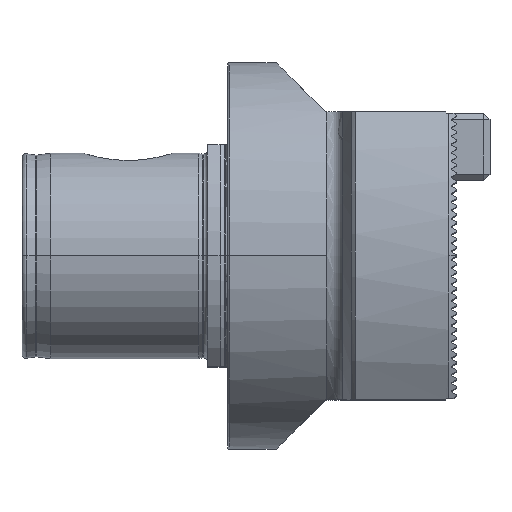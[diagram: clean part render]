
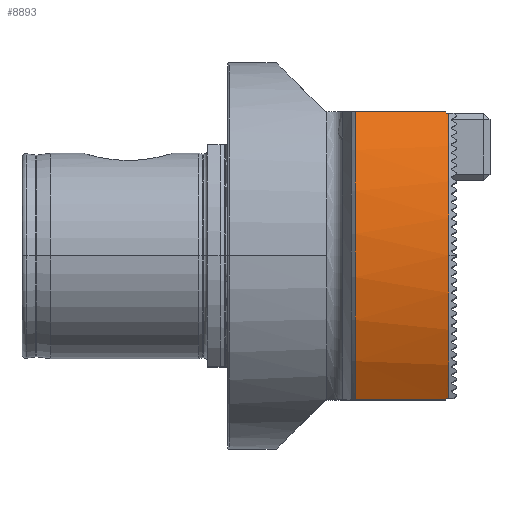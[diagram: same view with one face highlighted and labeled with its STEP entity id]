
A CAD part, top view. The second image highlights one B-rep face of the part: STEP entity #8893.
In plain terms, the highlighted cylindrical face has radius 65 mm (diameter 130 mm), a partial arc.
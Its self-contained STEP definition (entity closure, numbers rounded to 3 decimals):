
#730 = CARTESIAN_POINT ( 'NONE',  ( 103.016, 34.884, 54.847 ) ) ;
#981 = FACE_OUTER_BOUND ( 'NONE', #17930, .T. ) ;
#1519 = ORIENTED_EDGE ( 'NONE', *, *, #24954, .F. ) ;
#1700 = VERTEX_POINT ( 'NONE', #9078 ) ;
#1843 = EDGE_CURVE ( 'NONE', #23308, #16560, #14078, .T. ) ;
#2011 = CARTESIAN_POINT ( 'NONE',  ( 102.9, 35., 54.772 ) ) ;
#2376 = LINE ( 'NONE', #6904, #7595 ) ;
#2532 = VERTEX_POINT ( 'NONE', #5580 ) ;
#3264 = ORIENTED_EDGE ( 'NONE', *, *, #16509, .F. ) ;
#3461 = DIRECTION ( 'NONE',  ( 0., 0., -1. ) ) ;
#3491 = EDGE_CURVE ( 'NONE', #7248, #14228, #18754, .T. ) ;
#4736 = DIRECTION ( 'NONE',  ( 1., 0., 0. ) ) ;
#4859 = CARTESIAN_POINT ( 'NONE',  ( 103.75, 0., 0. ) ) ;
#4918 = DIRECTION ( 'NONE',  ( -1., 0., 0. ) ) ;
#5417 = CARTESIAN_POINT ( 'NONE',  ( 103.016, -34.884, 54.847 ) ) ;
#5428 = CIRCLE ( 'NONE', #17444, 65. ) ;
#5558 = CARTESIAN_POINT ( 'NONE',  ( 109.161, 34.65, 54.994 ) ) ;
#5572 = CYLINDRICAL_SURFACE ( 'NONE', #17692, 65. ) ;
#5580 = CARTESIAN_POINT ( 'NONE',  ( 103.75, -34.65, 54.994 ) ) ;
#5960 = EDGE_CURVE ( 'NONE', #1700, #11079, #23337, .T. ) ;
#6087 = DIRECTION ( 'NONE',  ( 1., 0., 0. ) ) ;
#6832 = DIRECTION ( 'NONE',  ( 0., 0., -1. ) ) ;
#6904 = CARTESIAN_POINT ( 'NONE',  ( 109.161, -34.65, 54.994 ) ) ;
#7248 = VERTEX_POINT ( 'NONE', #7440 ) ;
#7440 = CARTESIAN_POINT ( 'NONE',  ( 103.25, -34.65, 54.994 ) ) ;
#7442 = DIRECTION ( 'NONE',  ( -1., 0., 0. ) ) ;
#7453 = ORIENTED_EDGE ( 'NONE', *, *, #3491, .F. ) ;
#7595 = VECTOR ( 'NONE', #4918, 1000. ) ;
#7640 = EDGE_CURVE ( 'NONE', #2532, #7248, #2376, .T. ) ;
#8219 = VERTEX_POINT ( 'NONE', #16720 ) ;
#8461 = VECTOR ( 'NONE', #14262, 1000. ) ;
#8893 = ADVANCED_FACE ( 'NONE', ( #981 ), #5572, .T. ) ;
#9078 = CARTESIAN_POINT ( 'NONE',  ( 103.25, 34.65, 54.994 ) ) ;
#9079 = CARTESIAN_POINT ( 'NONE',  ( 103.75, 34.65, 54.994 ) ) ;
#9357 = CARTESIAN_POINT ( 'NONE',  ( 103.133, -34.767, 54.921 ) ) ;
#10082 = EDGE_CURVE ( 'NONE', #11079, #21062, #22388, .T. ) ;
#10419 = EDGE_CURVE ( 'NONE', #23308, #1700, #18727, .T. ) ;
#10461 = CARTESIAN_POINT ( 'NONE',  ( 103.25, 34.65, 54.994 ) ) ;
#10846 = CARTESIAN_POINT ( 'NONE',  ( 103.75, 0., 65. ) ) ;
#11075 = ORIENTED_EDGE ( 'NONE', *, *, #7640, .F. ) ;
#11079 = VERTEX_POINT ( 'NONE', #2011 ) ;
#11326 = CARTESIAN_POINT ( 'NONE',  ( 103.25, -34.65, 54.994 ) ) ;
#11588 = ORIENTED_EDGE ( 'NONE', *, *, #12895, .T. ) ;
#12895 = EDGE_CURVE ( 'NONE', #21062, #8219, #5428, .T. ) ;
#13207 = AXIS2_PLACEMENT_3D ( 'NONE', #4859, #18597, #6832 ) ;
#13309 = CARTESIAN_POINT ( 'NONE',  ( 102.9, -35., 54.772 ) ) ;
#13563 = DIRECTION ( 'NONE',  ( -1., 0., 0. ) ) ;
#13682 = LINE ( 'NONE', #22052, #8461 ) ;
#14078 = CIRCLE ( 'NONE', #19356, 65. ) ;
#14228 = VERTEX_POINT ( 'NONE', #23094 ) ;
#14262 = DIRECTION ( 'NONE',  ( -1., 0., 0. ) ) ;
#14433 = CARTESIAN_POINT ( 'NONE',  ( 102.9, 35., 54.772 ) ) ;
#15719 = ORIENTED_EDGE ( 'NONE', *, *, #1843, .F. ) ;
#16503 = CARTESIAN_POINT ( 'NONE',  ( 103.75, 0., 0. ) ) ;
#16509 = EDGE_CURVE ( 'NONE', #16560, #2532, #21548, .T. ) ;
#16524 = ORIENTED_EDGE ( 'NONE', *, *, #5960, .T. ) ;
#16560 = VERTEX_POINT ( 'NONE', #10846 ) ;
#16720 = CARTESIAN_POINT ( 'NONE',  ( 81., -35., 54.772 ) ) ;
#17444 = AXIS2_PLACEMENT_3D ( 'NONE', #17867, #6087, #19805 ) ;
#17692 = AXIS2_PLACEMENT_3D ( 'NONE', #25019, #23048, #3461 ) ;
#17698 = ORIENTED_EDGE ( 'NONE', *, *, #10419, .T. ) ;
#17867 = CARTESIAN_POINT ( 'NONE',  ( 81., 0., 0. ) ) ;
#17930 = EDGE_LOOP ( 'NONE', ( #16524, #18075, #11588, #1519, #7453, #11075, #3264, #15719, #17698 ) ) ;
#18075 = ORIENTED_EDGE ( 'NONE', *, *, #10082, .T. ) ;
#18478 = DIRECTION ( 'NONE',  ( 0., 0., -1. ) ) ;
#18597 = DIRECTION ( 'NONE',  ( 1., 0., 0. ) ) ;
#18727 = LINE ( 'NONE', #5558, #22070 ) ;
#18754 =( BOUNDED_CURVE ( )  B_SPLINE_CURVE ( 3, ( #11326, #9357, #5417, #13309 ),
 .UNSPECIFIED., .F., .T. ) 
 B_SPLINE_CURVE_WITH_KNOTS ( ( 4, 4 ),
 ( 2.133, 2.139 ),
 .UNSPECIFIED. ) 
 CURVE ( )  GEOMETRIC_REPRESENTATION_ITEM ( )  RATIONAL_B_SPLINE_CURVE ( ( 1., 1., 1., 1. ) ) 
 REPRESENTATION_ITEM ( '' )  );
#19356 = AXIS2_PLACEMENT_3D ( 'NONE', #16503, #4736, #18478 ) ;
#19805 = DIRECTION ( 'NONE',  ( 0., 0., -1. ) ) ;
#21062 = VERTEX_POINT ( 'NONE', #24479 ) ;
#21548 = CIRCLE ( 'NONE', #13207, 65. ) ;
#21785 = VECTOR ( 'NONE', #13563, 1000. ) ;
#22052 = CARTESIAN_POINT ( 'NONE',  ( 109.161, -35., 54.772 ) ) ;
#22070 = VECTOR ( 'NONE', #7442, 1000. ) ;
#22216 = CARTESIAN_POINT ( 'NONE',  ( 103.133, 34.767, 54.921 ) ) ;
#22388 = LINE ( 'NONE', #23370, #21785 ) ;
#23048 = DIRECTION ( 'NONE',  ( 1., 0., 0. ) ) ;
#23094 = CARTESIAN_POINT ( 'NONE',  ( 102.9, -35., 54.772 ) ) ;
#23308 = VERTEX_POINT ( 'NONE', #9079 ) ;
#23337 =( BOUNDED_CURVE ( )  B_SPLINE_CURVE ( 3, ( #10461, #22216, #730, #14433 ),
 .UNSPECIFIED., .F., .T. ) 
 B_SPLINE_CURVE_WITH_KNOTS ( ( 4, 4 ),
 ( 2.133, 2.139 ),
 .UNSPECIFIED. ) 
 CURVE ( )  GEOMETRIC_REPRESENTATION_ITEM ( )  RATIONAL_B_SPLINE_CURVE ( ( 1., 1., 1., 1. ) ) 
 REPRESENTATION_ITEM ( '' )  );
#23370 = CARTESIAN_POINT ( 'NONE',  ( 109.161, 35., 54.772 ) ) ;
#24479 = CARTESIAN_POINT ( 'NONE',  ( 81., 35., 54.772 ) ) ;
#24954 = EDGE_CURVE ( 'NONE', #14228, #8219, #13682, .T. ) ;
#25019 = CARTESIAN_POINT ( 'NONE',  ( 109.161, 0., 0. ) ) ;
